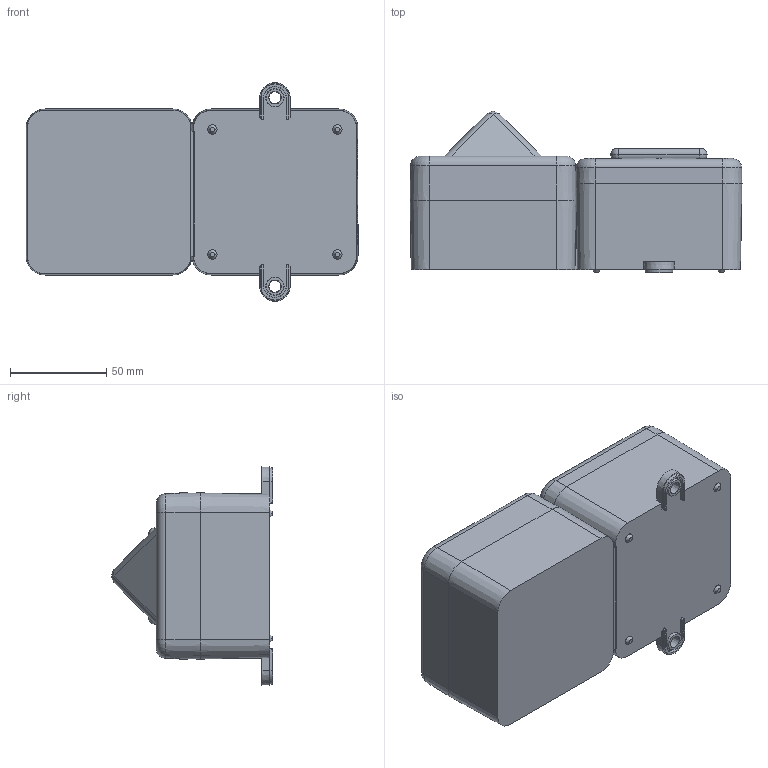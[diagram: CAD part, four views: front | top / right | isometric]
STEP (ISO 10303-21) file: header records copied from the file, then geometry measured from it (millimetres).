
FILE_DESCRIPTION (( 'STEP AP203' ), '1' );
FILE_NAME ('D242-05-501-3D_Issue_A.STEP', '2021-04-16T13:17:22', ( '' ), ( '' ), 'SwSTEP 2.0', 'SolidWorks 2020', '' );
FILE_SCHEMA (( 'CONFIG_CONTROL_DESIGN' ));
Products named in the file (1): D242-05-501-3D_Issue_A
Bounding box: 172.64 x 83.73 x 113.82 mm (x, y, z)
Volume: 786203.3 mm3; surface area: 159168.3 mm2
Topology: 5 solids, 16 shells, 1543 faces, 4033 edges, 2558 vertices
Faces by surface type: plane 546, cylinder 479, cone 250, torus 154, bspline 100, sphere 14
Entity records: 53030 total; most frequent: CARTESIAN_POINT 17410, ORIENTED_EDGE 7994, DIRECTION 6809, EDGE_CURVE 3997, AXIS2_PLACEMENT_3D 2557, VERTEX_POINT 2556, LINE 1695, VECTOR 1695
